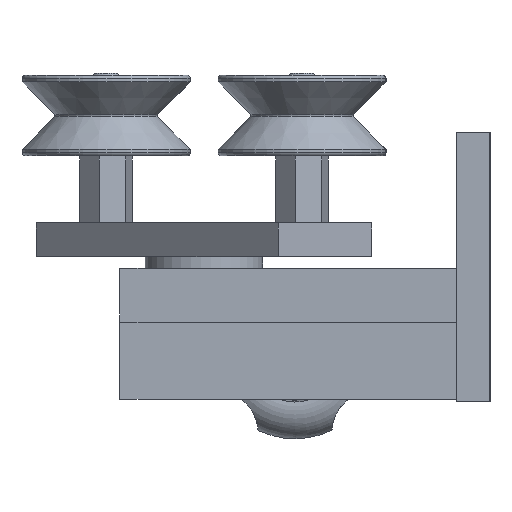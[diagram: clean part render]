
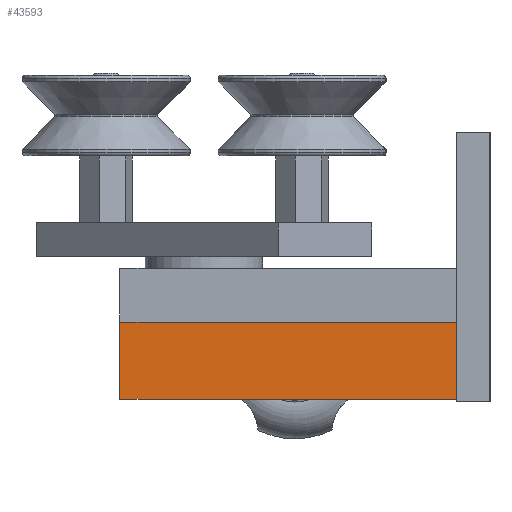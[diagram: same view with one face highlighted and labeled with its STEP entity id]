
A CAD part, left-side view. The second image highlights one B-rep face of the part: STEP entity #43593.
In plain terms, the highlighted planar face has unit normal (-1, 0, 0).
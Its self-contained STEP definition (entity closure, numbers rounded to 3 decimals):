
#4613 = EDGE_LOOP ( 'NONE', ( #14123, #14715, #34047, #34349 ) ) ;
#7465 = DIRECTION ( 'NONE',  ( 0., 0., -1. ) ) ;
#7561 = DIRECTION ( 'NONE',  ( 0., 0., 1. ) ) ;
#8158 = LINE ( 'NONE', #34987, #51344 ) ;
#10334 = CARTESIAN_POINT ( 'NONE',  ( -153.076, -25.212, -10.906 ) ) ;
#12767 = VECTOR ( 'NONE', #20403, 1000. ) ;
#14123 = ORIENTED_EDGE ( 'NONE', *, *, #51423, .T. ) ;
#14715 = ORIENTED_EDGE ( 'NONE', *, *, #36210, .F. ) ;
#15285 = LINE ( 'NONE', #52069, #12767 ) ;
#17692 = DIRECTION ( 'NONE',  ( 1., 0., 0. ) ) ;
#17928 = CARTESIAN_POINT ( 'NONE',  ( -153.076, 74.788, -33.906 ) ) ;
#20190 = VERTEX_POINT ( 'NONE', #44655 ) ;
#20245 = VECTOR ( 'NONE', #55483, 1000. ) ;
#20403 = DIRECTION ( 'NONE',  ( 0., 1., 0. ) ) ;
#20726 = VERTEX_POINT ( 'NONE', #17928 ) ;
#20868 = EDGE_CURVE ( 'NONE', #21313, #20726, #15285, .T. ) ;
#21313 = VERTEX_POINT ( 'NONE', #54676 ) ;
#22624 = CARTESIAN_POINT ( 'NONE',  ( -153.076, -25.212, -32.906 ) ) ;
#23027 = VERTEX_POINT ( 'NONE', #10334 ) ;
#23278 = DIRECTION ( 'NONE',  ( 0., 1., 0. ) ) ;
#23794 = VECTOR ( 'NONE', #23278, 1000. ) ;
#26299 = EDGE_CURVE ( 'NONE', #21313, #23027, #46734, .T. ) ;
#30948 = FACE_OUTER_BOUND ( 'NONE', #4613, .T. ) ;
#34047 = ORIENTED_EDGE ( 'NONE', *, *, #20868, .F. ) ;
#34349 = ORIENTED_EDGE ( 'NONE', *, *, #26299, .T. ) ;
#34987 = CARTESIAN_POINT ( 'NONE',  ( -153.076, 74.788, -32.906 ) ) ;
#36210 = EDGE_CURVE ( 'NONE', #20726, #20190, #8158, .T. ) ;
#38033 = LINE ( 'NONE', #46494, #23794 ) ;
#43593 = ADVANCED_FACE ( 'NONE', ( #30948 ), #58994, .F. ) ;
#44655 = CARTESIAN_POINT ( 'NONE',  ( -153.076, 74.788, -10.906 ) ) ;
#46494 = CARTESIAN_POINT ( 'NONE',  ( -153.076, -105.343, -10.906 ) ) ;
#46734 = LINE ( 'NONE', #22624, #20245 ) ;
#48469 = CARTESIAN_POINT ( 'NONE',  ( -153.076, 74.788, -32.906 ) ) ;
#49364 = AXIS2_PLACEMENT_3D ( 'NONE', #48469, #17692, #7465 ) ;
#51344 = VECTOR ( 'NONE', #7561, 1000. ) ;
#51423 = EDGE_CURVE ( 'NONE', #23027, #20190, #38033, .T. ) ;
#52069 = CARTESIAN_POINT ( 'NONE',  ( -153.076, -105.343, -33.906 ) ) ;
#54676 = CARTESIAN_POINT ( 'NONE',  ( -153.076, -25.212, -33.906 ) ) ;
#55483 = DIRECTION ( 'NONE',  ( 0., 0., 1. ) ) ;
#58994 = PLANE ( 'NONE',  #49364 ) ;
